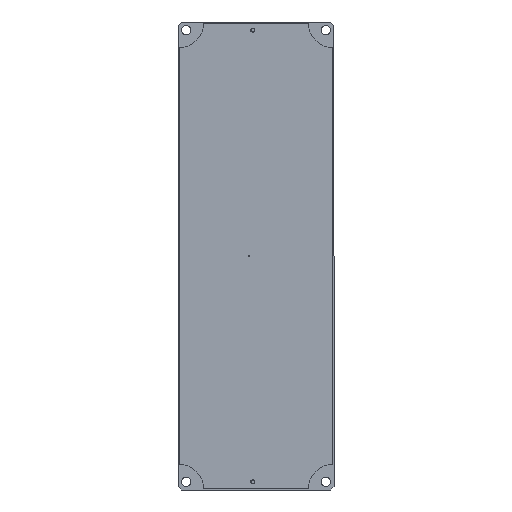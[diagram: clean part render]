
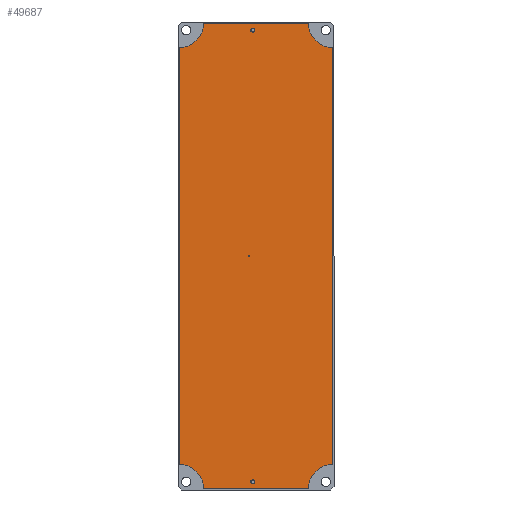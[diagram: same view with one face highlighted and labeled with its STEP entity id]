
A CAD part, left-side view. The second image highlights one B-rep face of the part: STEP entity #49687.
In plain terms, the highlighted planar face has unit normal (-1, 0, 0).
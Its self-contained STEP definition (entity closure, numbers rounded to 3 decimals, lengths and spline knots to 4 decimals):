
#535 = FACE_OUTER_BOUND ( 'NONE', #33721, .T. ) ;
#1232 = AXIS2_PLACEMENT_3D ( 'NONE', #26144, #2849, #33998 ) ;
#1301 = EDGE_CURVE ( 'NONE', #9370, #30941, #22830, .T. ) ;
#1546 = CARTESIAN_POINT ( 'NONE',  ( 1.2735, -1.0973, -4.2651 ) ) ;
#2164 = ORIENTED_EDGE ( 'NONE', *, *, #27128, .F. ) ;
#2298 = CIRCLE ( 'NONE', #14164, 0.35 ) ;
#2443 = ORIENTED_EDGE ( 'NONE', *, *, #45930, .T. ) ;
#2664 = CARTESIAN_POINT ( 'NONE',  ( 1.2735, -0.0823, -7.6901 ) ) ;
#2849 = DIRECTION ( 'NONE',  ( -1., 0., 0. ) ) ;
#3515 = FACE_BOUND ( 'NONE', #27573, .T. ) ;
#3744 = EDGE_CURVE ( 'NONE', #8302, #21508, #47279, .T. ) ;
#4271 = CARTESIAN_POINT ( 'NONE',  ( 1.2735, -2.3323, -7.6901 ) ) ;
#5022 = CARTESIAN_POINT ( 'NONE',  ( 1.2735, -1.1843, -0.9351 ) ) ;
#5694 = CARTESIAN_POINT ( 'NONE',  ( 1.2735, -2.3323, -1.1901 ) ) ;
#6631 = ORIENTED_EDGE ( 'NONE', *, *, #40656, .F. ) ;
#7130 = CARTESIAN_POINT ( 'NONE',  ( 1.2735, -0.0823, -7.6901 ) ) ;
#7597 = DIRECTION ( 'NONE',  ( 0., 1., 0. ) ) ;
#7862 = EDGE_CURVE ( 'NONE', #37897, #45101, #14370, .T. ) ;
#8077 = DIRECTION ( 'NONE',  ( -1., 0., 0. ) ) ;
#8161 = EDGE_CURVE ( 'NONE', #41680, #20771, #17443, .T. ) ;
#8302 = VERTEX_POINT ( 'NONE', #50655 ) ;
#8693 = CARTESIAN_POINT ( 'NONE',  ( 1.2735, -1.1073, -4.2651 ) ) ;
#9206 = CIRCLE ( 'NONE', #44584, 0.025 ) ;
#9370 = VERTEX_POINT ( 'NONE', #22698 ) ;
#9681 = EDGE_LOOP ( 'NONE', ( #6631, #21040 ) ) ;
#9939 = VERTEX_POINT ( 'NONE', #12701 ) ;
#10848 = CARTESIAN_POINT ( 'NONE',  ( 1.2735, -1.1343, -0.9351 ) ) ;
#10995 = ORIENTED_EDGE ( 'NONE', *, *, #44309, .T. ) ;
#11603 = DIRECTION ( 'NONE',  ( 0., 0., -1. ) ) ;
#11659 = EDGE_CURVE ( 'NONE', #48743, #9939, #41358, .T. ) ;
#12018 = DIRECTION ( 'NONE',  ( 0., 0., 1. ) ) ;
#12111 = AXIS2_PLACEMENT_3D ( 'NONE', #40763, #21184, #37302 ) ;
#12583 = AXIS2_PLACEMENT_3D ( 'NONE', #8693, #36211, #27594 ) ;
#12701 = CARTESIAN_POINT ( 'NONE',  ( 1.2735, -1.1343, -7.5951 ) ) ;
#12705 = CIRCLE ( 'NONE', #20107, 0.025 ) ;
#12862 = CARTESIAN_POINT ( 'NONE',  ( 1.2735, -0.0823, -0.8401 ) ) ;
#13177 = DIRECTION ( 'NONE',  ( -1., 0., 0. ) ) ;
#14164 = AXIS2_PLACEMENT_3D ( 'NONE', #30060, #34334, #33816 ) ;
#14294 = AXIS2_PLACEMENT_3D ( 'NONE', #15127, #42829, #7597 ) ;
#14370 = CIRCLE ( 'NONE', #37921, 0.35 ) ;
#14513 = EDGE_LOOP ( 'NONE', ( #38143, #35747 ) ) ;
#14964 = CARTESIAN_POINT ( 'NONE',  ( 1.2735, -1.1593, -0.9351 ) ) ;
#15090 = FACE_BOUND ( 'NONE', #9681, .T. ) ;
#15127 = CARTESIAN_POINT ( 'NONE',  ( 1.2735, -2.3323, -0.8401 ) ) ;
#17443 = CIRCLE ( 'NONE', #1232, 0.01 ) ;
#17473 = ORIENTED_EDGE ( 'NONE', *, *, #7862, .F. ) ;
#18930 = DIRECTION ( 'NONE',  ( -1., 0., 0. ) ) ;
#19071 = DIRECTION ( 'NONE',  ( 0., 1., 0. ) ) ;
#19397 = FACE_BOUND ( 'NONE', #14513, .T. ) ;
#19909 = CARTESIAN_POINT ( 'NONE',  ( 1.2735, -1.1593, -0.9351 ) ) ;
#20107 = AXIS2_PLACEMENT_3D ( 'NONE', #19909, #8077, #47220 ) ;
#20771 = VERTEX_POINT ( 'NONE', #1546 ) ;
#20930 = DIRECTION ( 'NONE',  ( 0., 1., 0. ) ) ;
#20994 = VERTEX_POINT ( 'NONE', #10848 ) ;
#21040 = ORIENTED_EDGE ( 'NONE', *, *, #8161, .F. ) ;
#21184 = DIRECTION ( 'NONE',  ( -1., 0., 0. ) ) ;
#21256 = DIRECTION ( 'NONE',  ( 0., -1., 0. ) ) ;
#21508 = VERTEX_POINT ( 'NONE', #25935 ) ;
#22698 = CARTESIAN_POINT ( 'NONE',  ( 1.2735, -1.9823, -0.8401 ) ) ;
#22740 = VERTEX_POINT ( 'NONE', #41465 ) ;
#22830 = CIRCLE ( 'NONE', #14294, 0.35 ) ;
#23536 = DIRECTION ( 'NONE',  ( -1., 0., 0. ) ) ;
#23798 = ORIENTED_EDGE ( 'NONE', *, *, #49986, .F. ) ;
#24081 = LINE ( 'NONE', #24542, #31466 ) ;
#24542 = CARTESIAN_POINT ( 'NONE',  ( 1.2735, -0.0823, -0.8401 ) ) ;
#24837 = VERTEX_POINT ( 'NONE', #29019 ) ;
#25234 = EDGE_CURVE ( 'NONE', #50235, #20994, #41787, .T. ) ;
#25545 = CARTESIAN_POINT ( 'NONE',  ( 1.2735, -1.1843, -7.5951 ) ) ;
#25935 = CARTESIAN_POINT ( 'NONE',  ( 1.2735, -0.4323, -0.8401 ) ) ;
#25947 = ORIENTED_EDGE ( 'NONE', *, *, #3744, .F. ) ;
#26144 = CARTESIAN_POINT ( 'NONE',  ( 1.2735, -1.1073, -4.2651 ) ) ;
#26581 = AXIS2_PLACEMENT_3D ( 'NONE', #12862, #13177, #21256 ) ;
#26634 = CARTESIAN_POINT ( 'NONE',  ( 1.2735, -1.1593, -7.5951 ) ) ;
#26758 = CARTESIAN_POINT ( 'NONE',  ( 1.2735, -2.3323, -7.3401 ) ) ;
#26870 = ORIENTED_EDGE ( 'NONE', *, *, #1301, .F. ) ;
#27128 = EDGE_CURVE ( 'NONE', #9939, #48743, #9206, .T. ) ;
#27573 = EDGE_LOOP ( 'NONE', ( #2164, #33303 ) ) ;
#27594 = DIRECTION ( 'NONE',  ( 0., 1., 0. ) ) ;
#27625 = CARTESIAN_POINT ( 'NONE',  ( 1.2735, -1.2073, -4.2651 ) ) ;
#28273 = EDGE_CURVE ( 'NONE', #9370, #21508, #24081, .T. ) ;
#29019 = CARTESIAN_POINT ( 'NONE',  ( 1.2735, -0.0823, -7.3401 ) ) ;
#29842 = VECTOR ( 'NONE', #12018, 39.3701 ) ;
#30060 = CARTESIAN_POINT ( 'NONE',  ( 1.2735, -0.0823, -7.6901 ) ) ;
#30525 = CARTESIAN_POINT ( 'NONE',  ( 1.2735, -1.1173, -4.2651 ) ) ;
#30941 = VERTEX_POINT ( 'NONE', #5694 ) ;
#31466 = VECTOR ( 'NONE', #20930, 39.3701 ) ;
#32021 = DIRECTION ( 'NONE',  ( -1., 0., 0. ) ) ;
#32381 = ORIENTED_EDGE ( 'NONE', *, *, #28273, .T. ) ;
#33099 = CIRCLE ( 'NONE', #12583, 0.01 ) ;
#33303 = ORIENTED_EDGE ( 'NONE', *, *, #11659, .F. ) ;
#33522 = LINE ( 'NONE', #35366, #29842 ) ;
#33721 = EDGE_LOOP ( 'NONE', ( #26870, #32381, #25947, #2443, #23798, #10995, #17473, #40145 ) ) ;
#33816 = DIRECTION ( 'NONE',  ( 0., 1., 0. ) ) ;
#33998 = DIRECTION ( 'NONE',  ( 0., 1., 0. ) ) ;
#34334 = DIRECTION ( 'NONE',  ( -1., 0., 0. ) ) ;
#34493 = DIRECTION ( 'NONE',  ( 0., -1., 0. ) ) ;
#34709 = EDGE_CURVE ( 'NONE', #20994, #50235, #12705, .T. ) ;
#35366 = CARTESIAN_POINT ( 'NONE',  ( 1.2735, -2.3323, -7.6901 ) ) ;
#35551 = DIRECTION ( 'NONE',  ( 0., 1., 0. ) ) ;
#35747 = ORIENTED_EDGE ( 'NONE', *, *, #25234, .F. ) ;
#36211 = DIRECTION ( 'NONE',  ( -1., 0., 0. ) ) ;
#37231 = AXIS2_PLACEMENT_3D ( 'NONE', #14964, #18930, #46396 ) ;
#37302 = DIRECTION ( 'NONE',  ( 0., 1., 0. ) ) ;
#37897 = VERTEX_POINT ( 'NONE', #26758 ) ;
#37921 = AXIS2_PLACEMENT_3D ( 'NONE', #4271, #32021, #43898 ) ;
#38143 = ORIENTED_EDGE ( 'NONE', *, *, #34709, .F. ) ;
#39487 = PLANE ( 'NONE',  #41671 ) ;
#39739 = VECTOR ( 'NONE', #34493, 39.3701 ) ;
#40145 = ORIENTED_EDGE ( 'NONE', *, *, #49676, .T. ) ;
#40216 = VECTOR ( 'NONE', #11603, 39.3701 ) ;
#40656 = EDGE_CURVE ( 'NONE', #20771, #41680, #33099, .T. ) ;
#40763 = CARTESIAN_POINT ( 'NONE',  ( 1.2735, -1.1593, -7.5951 ) ) ;
#41358 = CIRCLE ( 'NONE', #12111, 0.025 ) ;
#41465 = CARTESIAN_POINT ( 'NONE',  ( 1.2735, -0.4323, -7.6901 ) ) ;
#41671 = AXIS2_PLACEMENT_3D ( 'NONE', #27625, #23536, #35551 ) ;
#41680 = VERTEX_POINT ( 'NONE', #30525 ) ;
#41787 = CIRCLE ( 'NONE', #37231, 0.025 ) ;
#42295 = DIRECTION ( 'NONE',  ( -1., 0., 0. ) ) ;
#42829 = DIRECTION ( 'NONE',  ( -1., 0., 0. ) ) ;
#43850 = CARTESIAN_POINT ( 'NONE',  ( 1.2735, -1.9823, -7.6901 ) ) ;
#43898 = DIRECTION ( 'NONE',  ( 0., 1., 0. ) ) ;
#44309 = EDGE_CURVE ( 'NONE', #22740, #45101, #45252, .T. ) ;
#44545 = LINE ( 'NONE', #7130, #40216 ) ;
#44584 = AXIS2_PLACEMENT_3D ( 'NONE', #26634, #42295, #19071 ) ;
#45101 = VERTEX_POINT ( 'NONE', #43850 ) ;
#45252 = LINE ( 'NONE', #2664, #39739 ) ;
#45930 = EDGE_CURVE ( 'NONE', #8302, #24837, #44545, .T. ) ;
#46396 = DIRECTION ( 'NONE',  ( 0., 1., 0. ) ) ;
#47220 = DIRECTION ( 'NONE',  ( 0., 1., 0. ) ) ;
#47279 = CIRCLE ( 'NONE', #26581, 0.35 ) ;
#48743 = VERTEX_POINT ( 'NONE', #25545 ) ;
#49676 = EDGE_CURVE ( 'NONE', #37897, #30941, #33522, .T. ) ;
#49687 = ADVANCED_FACE ( 'NONE', ( #15090, #3515, #19397, #535 ), #39487, .T. ) ;
#49986 = EDGE_CURVE ( 'NONE', #22740, #24837, #2298, .T. ) ;
#50235 = VERTEX_POINT ( 'NONE', #5022 ) ;
#50655 = CARTESIAN_POINT ( 'NONE',  ( 1.2735, -0.0823, -1.1901 ) ) ;
